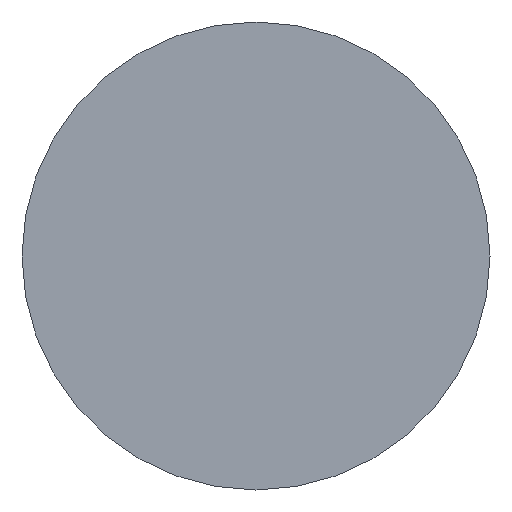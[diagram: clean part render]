
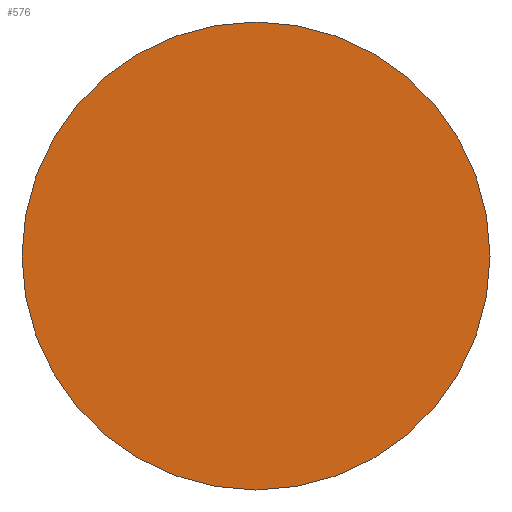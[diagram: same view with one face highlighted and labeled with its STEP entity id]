
A CAD part, front view. The second image highlights one B-rep face of the part: STEP entity #576.
In plain terms, the highlighted planar face has unit normal (0, -1, 0).
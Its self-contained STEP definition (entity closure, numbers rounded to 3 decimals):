
#70=PLANE('',#677);
#110=FACE_OUTER_BOUND('',#152,.T.);
#152=EDGE_LOOP('',(#512));
#223=CIRCLE('',#675,16.5);
#275=VERTEX_POINT('',#1069);
#354=EDGE_CURVE('',#275,#275,#223,.T.);
#512=ORIENTED_EDGE('',*,*,#354,.T.);
#576=ADVANCED_FACE('',(#110),#70,.T.);
#675=AXIS2_PLACEMENT_3D('',#1070,#845,#846);
#677=AXIS2_PLACEMENT_3D('',#1072,#849,#850);
#845=DIRECTION('center_axis',(0.,-1.,0.));
#846=DIRECTION('ref_axis',(1.,0.,0.));
#849=DIRECTION('center_axis',(0.,-1.,0.));
#850=DIRECTION('ref_axis',(0.,0.,-1.));
#1069=CARTESIAN_POINT('',(0.,0.,16.5));
#1070=CARTESIAN_POINT('Origin',(0.,0.,
0.));
#1072=CARTESIAN_POINT('Origin',(16.2,0.,0.));
